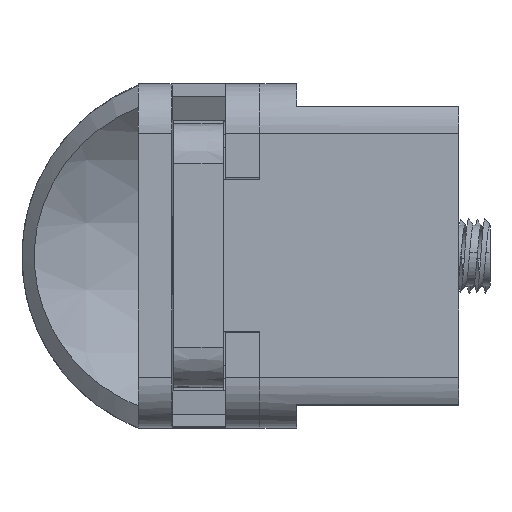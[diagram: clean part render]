
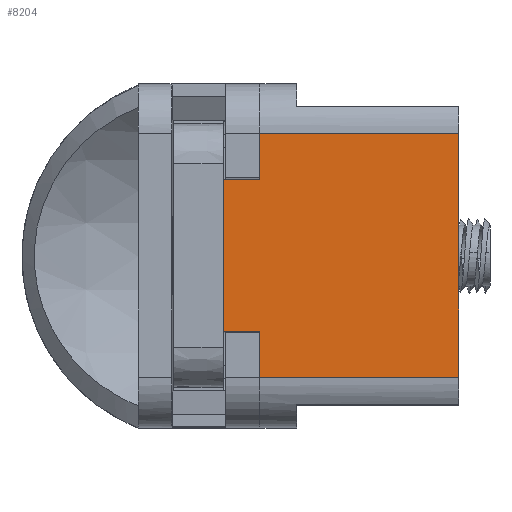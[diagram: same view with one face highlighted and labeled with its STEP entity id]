
A CAD part, top view. The second image highlights one B-rep face of the part: STEP entity #8204.
In plain terms, the highlighted planar face has unit normal (0, 0, 1).
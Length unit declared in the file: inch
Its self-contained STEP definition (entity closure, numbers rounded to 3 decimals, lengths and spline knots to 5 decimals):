
#102 = EDGE_CURVE ( 'NONE', #191, #719, #2601, .T. ) ;
#140 = LINE ( 'NONE', #2875, #3931 ) ;
#191 = VERTEX_POINT ( 'NONE', #291 ) ;
#224 = LINE ( 'NONE', #2831, #1865 ) ;
#270 = CARTESIAN_POINT ( 'NONE',  ( 0.07636, 0.59052, 1.66202 ) ) ;
#291 = CARTESIAN_POINT ( 'NONE',  ( 0.45642, 0.78696, 1.66202 ) ) ;
#394 = DIRECTION ( 'NONE',  ( 0., 1., 0. ) ) ;
#517 = VECTOR ( 'NONE', #4603, 39.37008 ) ;
#719 = VERTEX_POINT ( 'NONE', #6550 ) ;
#815 = LINE ( 'NONE', #8091, #8908 ) ;
#833 = CARTESIAN_POINT ( 'NONE',  ( 0.45642, 0.59052, 1.66202 ) ) ;
#1333 = CARTESIAN_POINT ( 'NONE',  ( 0.13542, 0.71351, 1.66202 ) ) ;
#1379 = VERTEX_POINT ( 'NONE', #8285 ) ;
#1483 = VECTOR ( 'NONE', #10362, 39.37008 ) ;
#1718 = ORIENTED_EDGE ( 'NONE', *, *, #11633, .T. ) ;
#1865 = VECTOR ( 'NONE', #1939, 39.37008 ) ;
#1939 = DIRECTION ( 'NONE',  ( 0., -1., 0. ) ) ;
#2180 = ORIENTED_EDGE ( 'NONE', *, *, #7350, .F. ) ;
#2601 = LINE ( 'NONE', #6138, #5388 ) ;
#2638 = LINE ( 'NONE', #3430, #7404 ) ;
#2831 = CARTESIAN_POINT ( 'NONE',  ( 0.13542, 0.59052, 1.66202 ) ) ;
#2862 = ORIENTED_EDGE ( 'NONE', *, *, #9413, .T. ) ;
#2875 = CARTESIAN_POINT ( 'NONE',  ( 0.10589, 0.71351, 1.66202 ) ) ;
#3104 = ORIENTED_EDGE ( 'NONE', *, *, #4104, .T. ) ;
#3192 = AXIS2_PLACEMENT_3D ( 'NONE', #11710, #4517, #6130 ) ;
#3282 = VERTEX_POINT ( 'NONE', #5021 ) ;
#3330 = PLANE ( 'NONE',  #3192 ) ;
#3384 = EDGE_LOOP ( 'NONE', ( #2862, #10180, #2180, #3104, #8777, #11590, #1718, #10159 ) ) ;
#3430 = CARTESIAN_POINT ( 'NONE',  ( 0.26639, 0.39408, 1.66202 ) ) ;
#3604 = DIRECTION ( 'NONE',  ( 1., 0., 0. ) ) ;
#3931 = VECTOR ( 'NONE', #9501, 39.37008 ) ;
#3984 = LINE ( 'NONE', #7689, #1483 ) ;
#4104 = EDGE_CURVE ( 'NONE', #3282, #10370, #815, .T. ) ;
#4187 = EDGE_CURVE ( 'NONE', #10370, #7267, #224, .T. ) ;
#4408 = EDGE_CURVE ( 'NONE', #7267, #10267, #2638, .T. ) ;
#4517 = DIRECTION ( 'NONE',  ( 0., 0., 1. ) ) ;
#4603 = DIRECTION ( 'NONE',  ( 0., 1., 0. ) ) ;
#4817 = LINE ( 'NONE', #270, #6810 ) ;
#5021 = CARTESIAN_POINT ( 'NONE',  ( 0.07636, 0.46753, 1.66202 ) ) ;
#5388 = VECTOR ( 'NONE', #8980, 39.37008 ) ;
#5799 = CARTESIAN_POINT ( 'NONE',  ( 0.13542, 0.39408, 1.66202 ) ) ;
#6130 = DIRECTION ( 'NONE',  ( 1., 0., 0. ) ) ;
#6138 = CARTESIAN_POINT ( 'NONE',  ( 0.26639, 0.78696, 1.66202 ) ) ;
#6550 = CARTESIAN_POINT ( 'NONE',  ( 0.13542, 0.78696, 1.66202 ) ) ;
#6810 = VECTOR ( 'NONE', #394, 39.37008 ) ;
#7135 = FACE_OUTER_BOUND ( 'NONE', #3384, .T. ) ;
#7267 = VERTEX_POINT ( 'NONE', #5799 ) ;
#7350 = EDGE_CURVE ( 'NONE', #3282, #1379, #4817, .T. ) ;
#7366 = EDGE_CURVE ( 'NONE', #10190, #1379, #140, .T. ) ;
#7380 = CARTESIAN_POINT ( 'NONE',  ( 0.13542, 0.46753, 1.66202 ) ) ;
#7404 = VECTOR ( 'NONE', #3604, 39.37008 ) ;
#7689 = CARTESIAN_POINT ( 'NONE',  ( 0.13542, 0.59052, 1.66202 ) ) ;
#7837 = CARTESIAN_POINT ( 'NONE',  ( 0.45642, 0.39408, 1.66202 ) ) ;
#8091 = CARTESIAN_POINT ( 'NONE',  ( 0.10589, 0.46753, 1.66202 ) ) ;
#8204 = ADVANCED_FACE ( 'NONE', ( #7135 ), #3330, .T. ) ;
#8285 = CARTESIAN_POINT ( 'NONE',  ( 0.07636, 0.71351, 1.66202 ) ) ;
#8777 = ORIENTED_EDGE ( 'NONE', *, *, #4187, .T. ) ;
#8908 = VECTOR ( 'NONE', #11711, 39.37008 ) ;
#8980 = DIRECTION ( 'NONE',  ( -1., 0., 0. ) ) ;
#9413 = EDGE_CURVE ( 'NONE', #719, #10190, #3984, .T. ) ;
#9501 = DIRECTION ( 'NONE',  ( -1., 0., 0. ) ) ;
#10074 = LINE ( 'NONE', #833, #517 ) ;
#10159 = ORIENTED_EDGE ( 'NONE', *, *, #102, .T. ) ;
#10180 = ORIENTED_EDGE ( 'NONE', *, *, #7366, .T. ) ;
#10190 = VERTEX_POINT ( 'NONE', #1333 ) ;
#10267 = VERTEX_POINT ( 'NONE', #7837 ) ;
#10362 = DIRECTION ( 'NONE',  ( 0., -1., 0. ) ) ;
#10370 = VERTEX_POINT ( 'NONE', #7380 ) ;
#11590 = ORIENTED_EDGE ( 'NONE', *, *, #4408, .T. ) ;
#11633 = EDGE_CURVE ( 'NONE', #10267, #191, #10074, .T. ) ;
#11710 = CARTESIAN_POINT ( 'NONE',  ( 0.07636, 0.39408, 1.66202 ) ) ;
#11711 = DIRECTION ( 'NONE',  ( 1., 0., 0. ) ) ;
